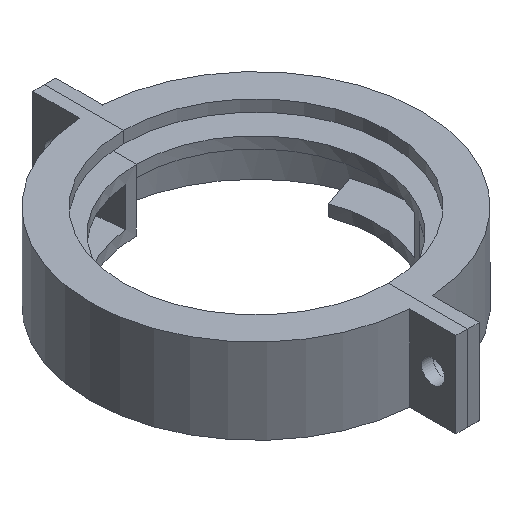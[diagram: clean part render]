
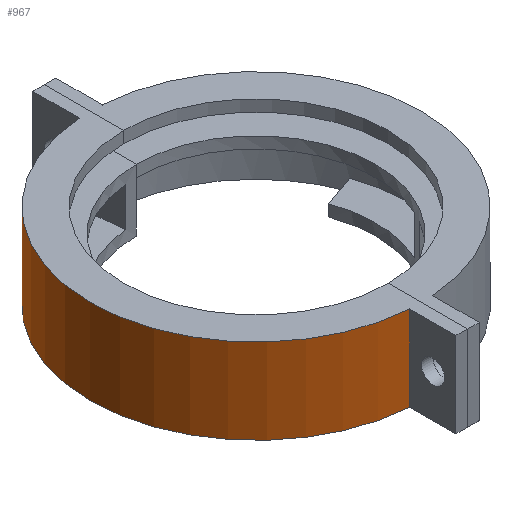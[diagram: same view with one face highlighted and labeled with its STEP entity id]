
A CAD part, isometric view. The second image highlights one B-rep face of the part: STEP entity #967.
In plain terms, the highlighted cylindrical face has radius 72 mm (diameter 144 mm), a partial arc.
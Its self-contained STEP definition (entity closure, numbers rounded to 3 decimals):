
#75=FACE_OUTER_BOUND('',#127,.T.);
#127=EDGE_LOOP('',(#739,#740,#741,#742));
#181=CIRCLE('',#1034,72.);
#186=CIRCLE('',#1050,72.);
#252=LINE('',#1516,#350);
#253=LINE('',#1519,#351);
#350=VECTOR('',#1217,10.);
#351=VECTOR('',#1220,10.);
#435=VERTEX_POINT('',#1463);
#436=VERTEX_POINT('',#1465);
#450=VERTEX_POINT('',#1515);
#451=VERTEX_POINT('',#1517);
#535=EDGE_CURVE('',#435,#436,#181,.T.);
#560=EDGE_CURVE('',#435,#450,#252,.T.);
#561=EDGE_CURVE('',#451,#450,#186,.T.);
#562=EDGE_CURVE('',#451,#436,#253,.T.);
#739=ORIENTED_EDGE('',*,*,#560,.T.);
#740=ORIENTED_EDGE('',*,*,#561,.F.);
#741=ORIENTED_EDGE('',*,*,#562,.T.);
#742=ORIENTED_EDGE('',*,*,#535,.F.);
#939=CYLINDRICAL_SURFACE('',#1049,72.);
#967=ADVANCED_FACE('',(#75),#939,.T.);
#1034=AXIS2_PLACEMENT_3D('',#1466,#1165,#1166);
#1049=AXIS2_PLACEMENT_3D('',#1514,#1215,#1216);
#1050=AXIS2_PLACEMENT_3D('',#1518,#1218,#1219);
#1165=DIRECTION('center_axis',(0.,0.,-1.));
#1166=DIRECTION('ref_axis',(1.,0.,0.));
#1215=DIRECTION('center_axis',(0.,0.,-1.));
#1216=DIRECTION('ref_axis',(-1.,0.,0.));
#1217=DIRECTION('',(0.,0.,1.));
#1218=DIRECTION('center_axis',(0.,0.,1.));
#1219=DIRECTION('ref_axis',(1.,0.,0.));
#1220=DIRECTION('',(0.,0.,-1.));
#1463=CARTESIAN_POINT('',(-4.994,-71.827,-22.));
#1465=CARTESIAN_POINT('',(-4.994,71.827,-22.));
#1466=CARTESIAN_POINT('Origin',(0.,0.,-22.));
#1514=CARTESIAN_POINT('Origin',(0.,0.,0.));
#1515=CARTESIAN_POINT('',(-4.994,-71.827,15.));
#1516=CARTESIAN_POINT('',(-4.994,-71.827,0.));
#1517=CARTESIAN_POINT('',(-4.994,71.827,15.));
#1518=CARTESIAN_POINT('Origin',(0.,0.,15.));
#1519=CARTESIAN_POINT('',(-4.994,71.827,0.));
